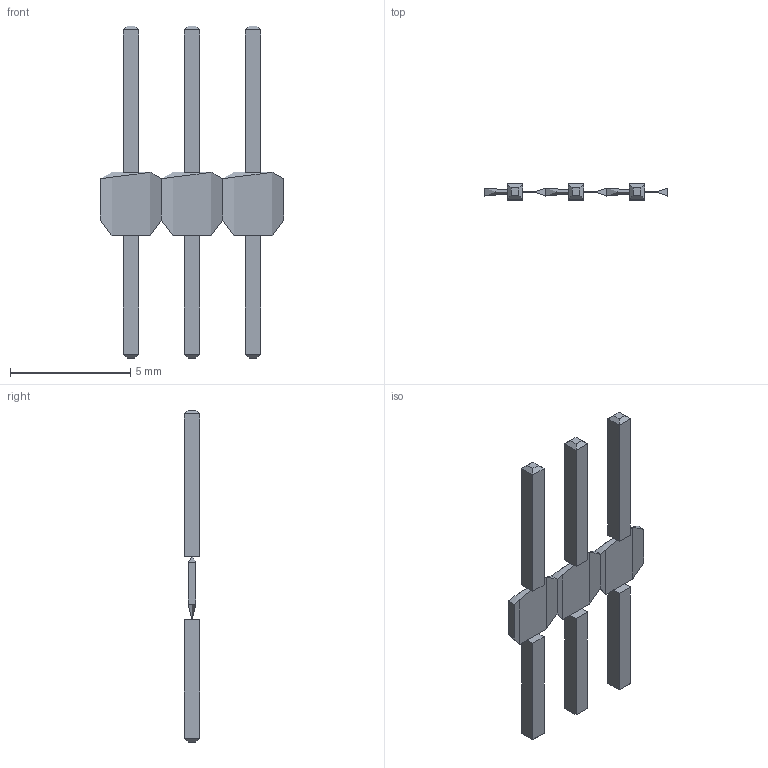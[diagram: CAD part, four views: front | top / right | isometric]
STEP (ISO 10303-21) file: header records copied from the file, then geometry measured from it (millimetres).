
FILE_DESCRIPTION(('STEP AP214'),'1');
FILE_NAME('CONN_M20-99903XX_HRW','2022-08-30T12:33:45',(''),(''),'','','');
FILE_SCHEMA(('AUTOMOTIVE_DESIGN'));
Length unit declared in the file: millimetre
Products named in the file (1): product
Bounding box: 7.62 x 0.66 x 13.82 mm (x, y, z)
Volume: 15.2 mm3; surface area: 132.6 mm2
Topology: 7 solids, 7 shells, 98 faces, 172 edges, 100 vertices
Faces by surface type: plane 98
Entity records: 2233 total; most frequent: ORIENTED_EDGE 392, DIRECTION 370, CARTESIAN_POINT 199, EDGE_CURVE 172, LINE 172, VECTOR 172, VERTEX_POINT 100, AXIS2_PLACEMENT_3D 99
